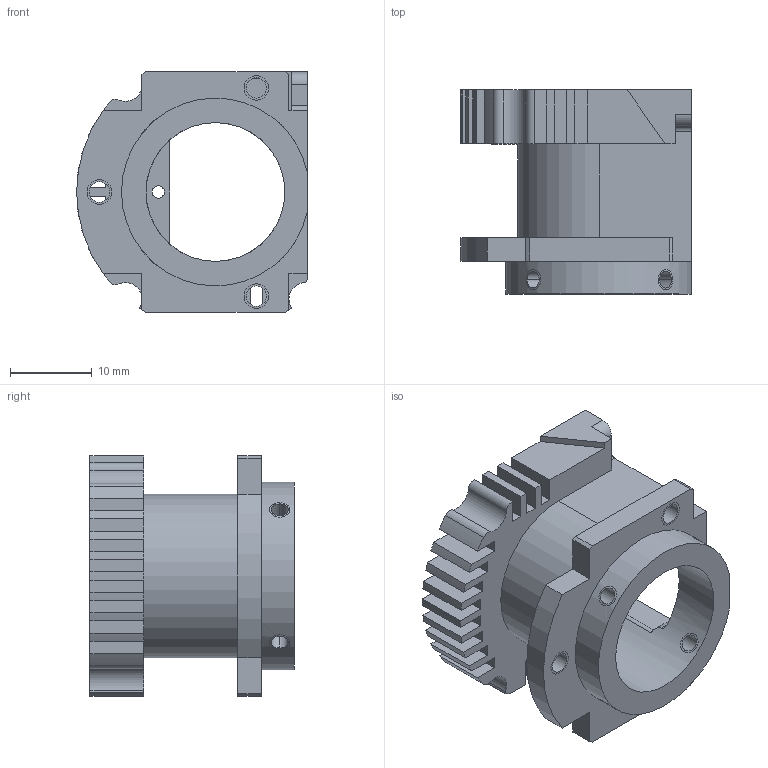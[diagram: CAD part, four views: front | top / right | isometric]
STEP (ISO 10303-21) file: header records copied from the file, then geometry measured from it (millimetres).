
FILE_DESCRIPTION((''),'2;1');
FILE_NAME('ICUB3_020_P_103','2021-09-07T17:14:35',('silo-mech'),(''),'CREO PARAMETRIC BY PTC INC, 2020454','CREO PARAMETRIC BY PTC INC, 2020454','');
FILE_SCHEMA(('CONFIG_CONTROL_DESIGN'));
Length unit declared in the file: millimetre
Products named in the file (1): ICUB3_020_P_103
Bounding box: 28.26 x 25 x 29.4 mm (x, y, z)
Volume: 4854.4 mm3; surface area: 5868.7 mm2
Topology: 1 solids, 13 shells, 195 faces, 573 edges, 379 vertices
Faces by surface type: plane 95, cylinder 90, cone 10
Entity records: 6931 total; most frequent: CARTESIAN_POINT 1671, DIRECTION 1072, ORIENTED_EDGE 1070, EDGE_CURVE 563, VERTEX_POINT 379, VECTOR 360, LINE 360, AXIS2_PLACEMENT_3D 356
